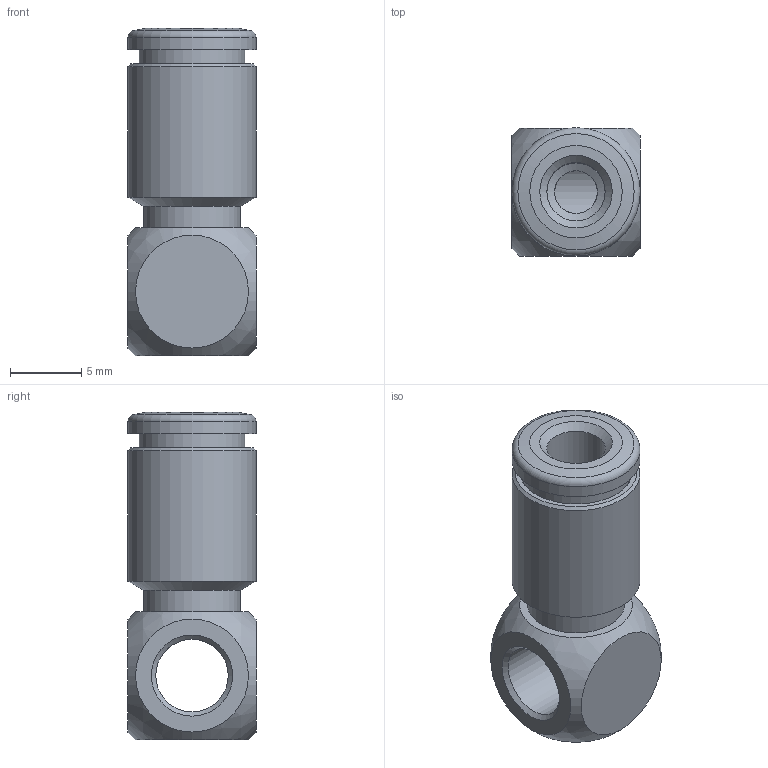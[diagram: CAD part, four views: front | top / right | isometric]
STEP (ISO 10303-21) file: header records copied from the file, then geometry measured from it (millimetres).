
FILE_DESCRIPTION(( 'RV.13.04.M5.STP' ), '1');
FILE_NAME( 'RV.13.04.M5.STP', '2018-10-09T16:24:33',( 'Sopra'),('sopra-pneumatic.com'), 'SwSTEP 2.0','SolidWorks 2009','' );
FILE_SCHEMA (('AUTOMOTIVE_DESIGN { 1 0 10303 214 1 1 1 1 }'));
Length unit declared in the file: millimetre
Products named in the file (3): Root; DR4-1_NEU; R201201-i
Assembly tree (2 placements, depth 2):
  Root
    DR4-1_NEU
    R201201-i
Bounding box: 9 x 9 x 23 mm (x, y, z)
Volume: 948.4 mm3; surface area: 1476.1 mm2
Topology: 2 solids, 2 shells, 36 faces, 69 edges, 42 vertices
Faces by surface type: cone 12, cylinder 11, plane 11, torus 1, sphere 1
Full cylindrical faces by diameter (mm): 3 x1, 4.1 x2, 5.1 x1, 6.4 x1, 6.8 x1, 7.3 x1, 7.4 x1, 7.6 x1, 9 x2
Entity records: 1836 total; most frequent: CARTESIAN_POINT 778, DIRECTION 152, PRESENTATION_STYLE_ASSIGNMENT 76, COLOUR_RGB 76, AXIS2_PLACEMENT_3D 76, DRAUGHTING_PRE_DEFINED_CURVE_FONT 74, CURVE_STYLE 74, OVER_RIDING_STYLED_ITEM 74
